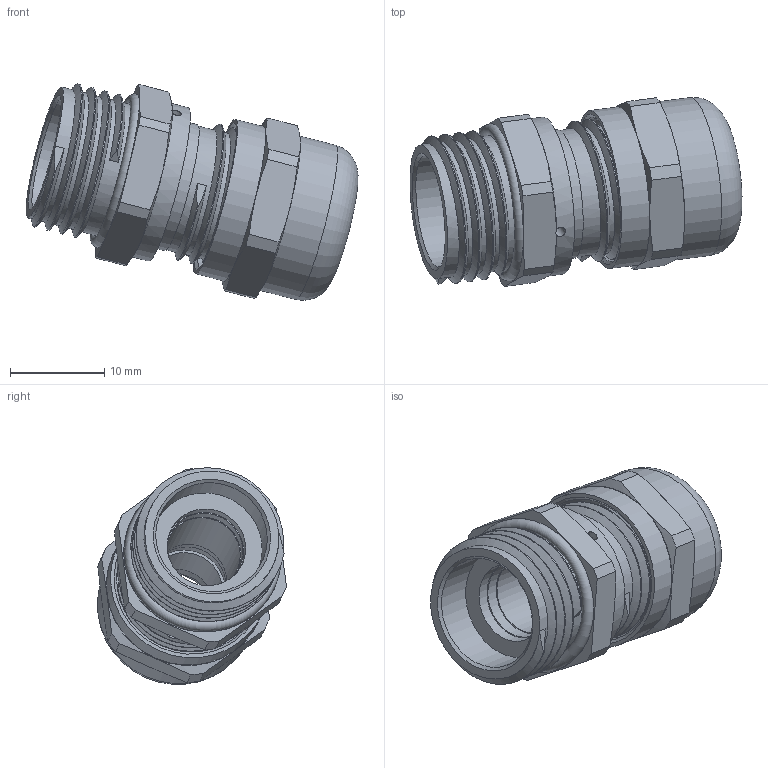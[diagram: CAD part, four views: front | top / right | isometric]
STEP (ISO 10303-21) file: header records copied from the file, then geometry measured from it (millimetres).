
FILE_DESCRIPTION(/* description */ ('DAE-KV M 16x1,5'),/* implementation_level */ '2;1');
FILE_NAME(/* name */ '60087516-RST.stp',/* time_stamp */ '2020-03-31T13:54:54+02:00',/* author */ ('sl'),/* organization */ (''),/* preprocessor_version */ 'ST-DEVELOPER v16.5',/* originating_system */ 'Autodesk Inventor 2017',/* authorisation */ '');
FILE_SCHEMA (('AUTOMOTIVE_DESIGN { 1 0 10303 214 3 1 1 }'));
Length unit declared in the file: millimetre
Products named in the file (9): 60087516; 60087516_1; 60087516_2; 60087516_3; 60087516_4; 60087516_5; 60087516_6; 60087516_7; 60087516_8
Assembly tree (9 placements, depth 2):
  60087516
    60087516_1
    60087516_2
    60087516_3
    60087516_5  x2
    60087516_4
    60087516_6
    60087516_7
    60087516_8
Bounding box: 35.18 x 20.02 x 22.94 mm (x, y, z)
Volume: 4097.9 mm3; surface area: 7783.1 mm2
Topology: 9 solids, 9 shells, 410 faces, 983 edges, 595 vertices
Faces by surface type: cylinder 142, plane 134, torus 49, bspline 37, cone 33, sphere 15
Full cylindrical faces by diameter (mm): 1.1 x2, 7.9 x1, 7.98 x1, 8.18 x2, 8.4 x1, 8.45 x1, 8.5 x1, 10.18 x1, 10.34 x1, 10.4 x1, 10.48 x2, 10.7 x2, 11.92 x1, 12.39 x1, 12.4 x1, 13.558 x3, 13.75 x1, 13.8 x1, 14 x5, 14.328 x4, 15.522 x5, 16.8 x1, 16.9 x2
Entity records: 15316 total; most frequent: CARTESIAN_POINT 6304, DIRECTION 1939, ORIENTED_EDGE 1758, EDGE_CURVE 879, AXIS2_PLACEMENT_3D 813, VERTEX_POINT 546, EDGE_LOOP 447, CIRCLE 439
